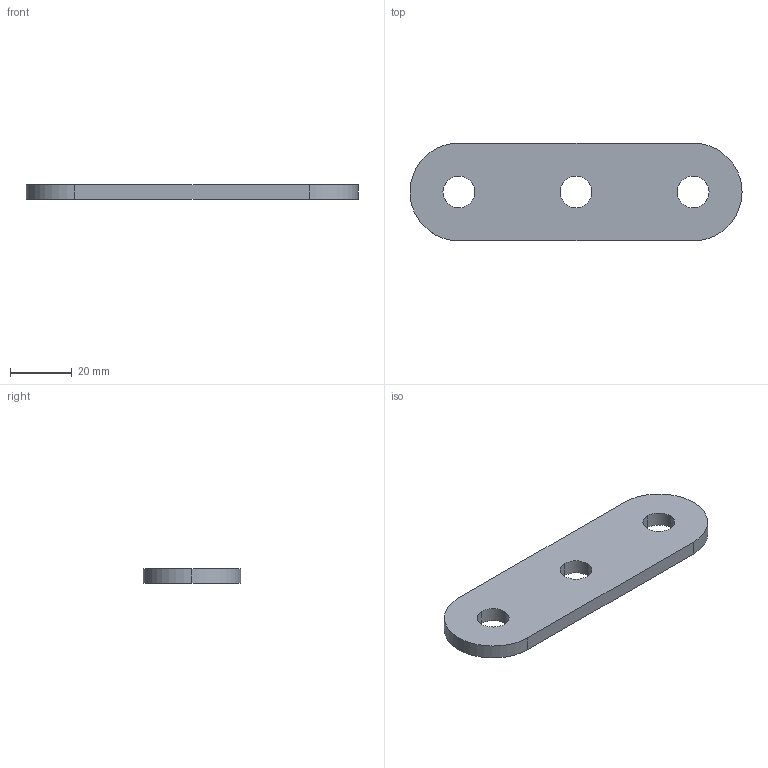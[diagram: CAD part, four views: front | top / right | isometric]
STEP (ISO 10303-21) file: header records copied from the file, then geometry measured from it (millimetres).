
FILE_DESCRIPTION(('TurboCAD Mac Pro'),'Build 980');
FILE_NAME('A1066.stp',' ',(''),(''),'ACIS Interop','IMSI','TurboCAD Mac Pro BY IMSI, INCORPORATED');
FILE_SCHEMA(('automotive_design'));
Length unit declared in the file: inch
Products named in the file (1): 1
Bounding box: 107.95 x 31.75 x 4.76 mm (x, y, z)
Volume: 14097.8 mm3; surface area: 7584.4 mm2
Topology: 1 solids, 1 shells, 20 faces, 54 edges, 36 vertices
Faces by surface type: bspline 16, plane 4
Entity records: 910 total; most frequent: CARTESIAN_POINT 319, ORIENTED_EDGE 108, EDGE_CURVE 54, VERTEX_POINT 36, DIRECTION 32, B_SPLINE_CURVE_WITH_KNOTS 32, EDGE_LOOP 26, LINE 22
